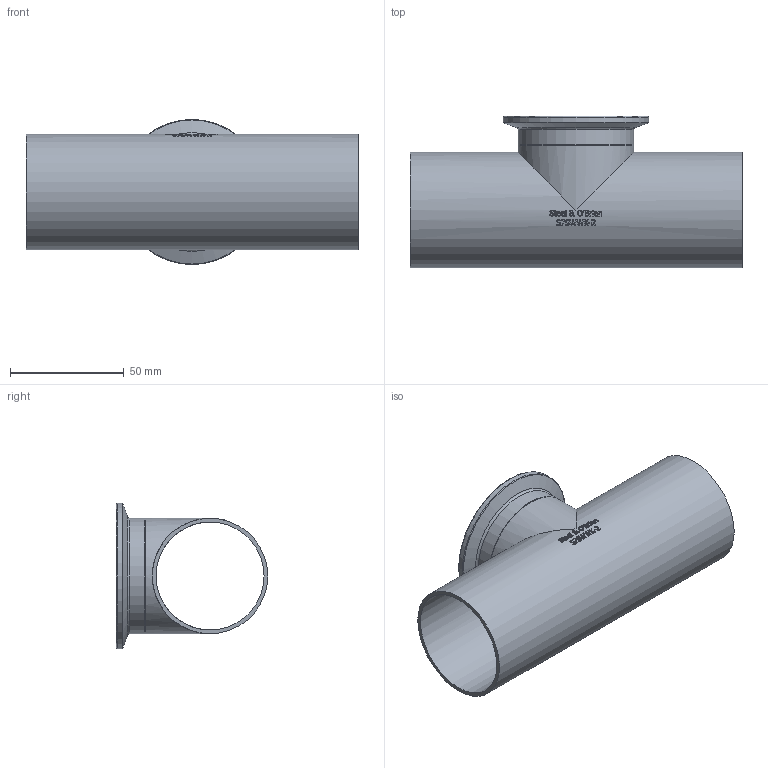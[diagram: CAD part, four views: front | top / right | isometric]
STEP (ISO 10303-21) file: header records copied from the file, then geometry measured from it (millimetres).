
FILE_DESCRIPTION(/* description */ (''),/* implementation_level */ '2;1');
FILE_NAME(/* name */ 'S7SWWK-2.stp',/* time_stamp */ '2018-11-28T09:39:22-05:00',/* author */ ('ken'),/* organization */ (''),/* preprocessor_version */ 'ST-DEVELOPER v15.2',/* originating_system */ 'Autodesk Inventor 2014',/* authorisation */ '');
FILE_SCHEMA (('AUTOMOTIVE_DESIGN { 1 0 10303 214 3 1 1 }'));
Length unit declared in the file: inch
Products named in the file (1): S7SWWK-2
Bounding box: 146.05 x 66.67 x 63.91 mm (x, y, z)
Volume: 43878.5 mm3; surface area: 51382.8 mm2
Topology: 1 solids, 1 shells, 360 faces, 966 edges, 640 vertices
Faces by surface type: bspline 162, plane 149, cylinder 37, torus 9, cone 3
Full cylindrical faces by diameter (mm): 47.498 x3, 50.8 x3, 63.906 x1
Entity records: 14203 total; most frequent: CARTESIAN_POINT 6128, ORIENTED_EDGE 1886, DIRECTION 1201, EDGE_CURVE 943, VERTEX_POINT 638, LINE 435, VECTOR 435, EDGE_LOOP 417
